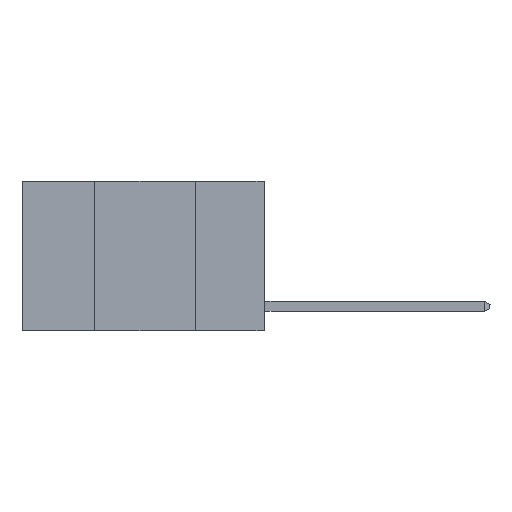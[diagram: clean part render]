
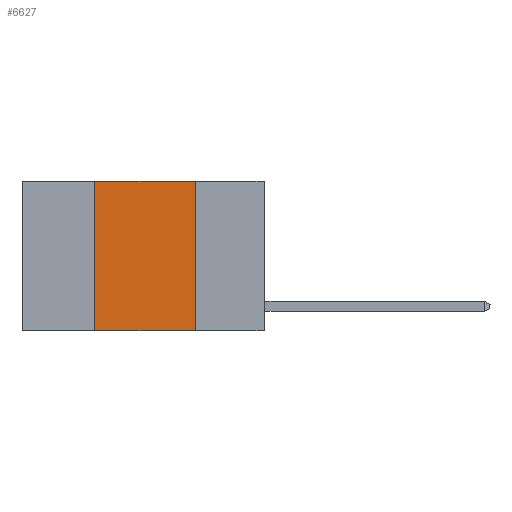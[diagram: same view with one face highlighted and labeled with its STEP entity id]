
A CAD part, left-side view. The second image highlights one B-rep face of the part: STEP entity #6627.
In plain terms, the highlighted planar face has unit normal (-1, 0, 0).
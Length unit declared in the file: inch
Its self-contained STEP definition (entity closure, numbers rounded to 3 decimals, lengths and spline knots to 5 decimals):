
#21 = PLANE ( 'NONE',  #8562 ) ;
#142 = CARTESIAN_POINT ( 'NONE',  ( 0., 0.6, -0.37 ) ) ;
#602 = ORIENTED_EDGE ( 'NONE', *, *, #3017, .F. ) ;
#871 = ORIENTED_EDGE ( 'NONE', *, *, #2413, .F. ) ;
#909 = DIRECTION ( 'NONE',  ( 1., 0., 0. ) ) ;
#1095 = CARTESIAN_POINT ( 'NONE',  ( 0., 0.17, -0.37 ) ) ;
#1470 = CARTESIAN_POINT ( 'NONE',  ( 0., 0.42, -0.37 ) ) ;
#1802 = LINE ( 'NONE', #142, #3797 ) ;
#1977 = EDGE_LOOP ( 'NONE', ( #602, #5146, #871, #9880 ) ) ;
#2112 = DIRECTION ( 'NONE',  ( 0., 0., -1. ) ) ;
#2413 = EDGE_CURVE ( 'NONE', #5863, #7639, #3767, .T. ) ;
#2922 = DIRECTION ( 'NONE',  ( 0., 0., 1. ) ) ;
#3017 = EDGE_CURVE ( 'NONE', #6190, #4617, #9720, .T. ) ;
#3530 = DIRECTION ( 'NONE',  ( 0., -1., 0. ) ) ;
#3767 = LINE ( 'NONE', #4655, #8278 ) ;
#3797 = VECTOR ( 'NONE', #4429, 39.37008 ) ;
#4304 = CARTESIAN_POINT ( 'NONE',  ( 0., 0.17, 0. ) ) ;
#4325 = LINE ( 'NONE', #8015, #6719 ) ;
#4429 = DIRECTION ( 'NONE',  ( 0., -1., 0. ) ) ;
#4454 = FACE_OUTER_BOUND ( 'NONE', #1977, .T. ) ;
#4617 = VERTEX_POINT ( 'NONE', #1095 ) ;
#4655 = CARTESIAN_POINT ( 'NONE',  ( 0., 0.42, 0. ) ) ;
#5146 = ORIENTED_EDGE ( 'NONE', *, *, #5328, .F. ) ;
#5328 = EDGE_CURVE ( 'NONE', #7639, #6190, #4325, .T. ) ;
#5375 = EDGE_CURVE ( 'NONE', #5863, #4617, #1802, .T. ) ;
#5863 = VERTEX_POINT ( 'NONE', #1470 ) ;
#6028 = CARTESIAN_POINT ( 'NONE',  ( 0., 0.6, 0. ) ) ;
#6190 = VERTEX_POINT ( 'NONE', #4304 ) ;
#6627 = ADVANCED_FACE ( 'NONE', ( #4454 ), #21, .F. ) ;
#6719 = VECTOR ( 'NONE', #3530, 39.37008 ) ;
#6754 = CARTESIAN_POINT ( 'NONE',  ( 0., 0.17, 0. ) ) ;
#6982 = DIRECTION ( 'NONE',  ( 0., 0., -1. ) ) ;
#7355 = VECTOR ( 'NONE', #2112, 39.37008 ) ;
#7639 = VERTEX_POINT ( 'NONE', #9329 ) ;
#8015 = CARTESIAN_POINT ( 'NONE',  ( 0., 0.6, 0. ) ) ;
#8278 = VECTOR ( 'NONE', #2922, 39.37008 ) ;
#8562 = AXIS2_PLACEMENT_3D ( 'NONE', #6028, #909, #6982 ) ;
#9329 = CARTESIAN_POINT ( 'NONE',  ( 0., 0.42, 0. ) ) ;
#9720 = LINE ( 'NONE', #6754, #7355 ) ;
#9880 = ORIENTED_EDGE ( 'NONE', *, *, #5375, .T. ) ;
